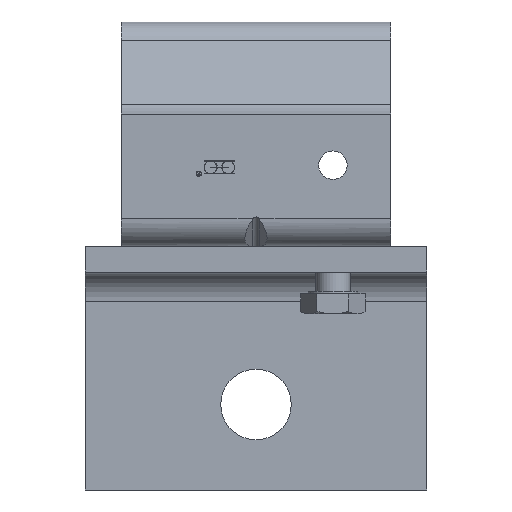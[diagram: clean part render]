
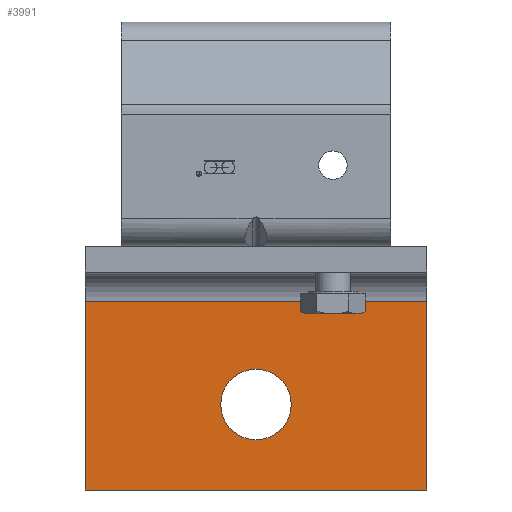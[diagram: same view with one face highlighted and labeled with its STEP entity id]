
A CAD part, left-side view. The second image highlights one B-rep face of the part: STEP entity #3991.
In plain terms, the highlighted planar face has unit normal (-1, 0, 0).
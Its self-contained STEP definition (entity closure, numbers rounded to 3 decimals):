
#271=FACE_BOUND('',#668,.T.);
#309=PLANE('',#4328);
#431=FACE_OUTER_BOUND('',#667,.T.);
#667=EDGE_LOOP('',(#2813,#2814,#2815,#2816));
#668=EDGE_LOOP('',(#2817,#2818));
#926=LINE('',#5636,#1276);
#940=LINE('',#5671,#1290);
#941=LINE('',#5674,#1291);
#945=LINE('',#5681,#1295);
#1276=VECTOR('',#4668,10.);
#1290=VECTOR('',#4700,10.);
#1291=VECTOR('',#4703,10.);
#1295=VECTOR('',#4711,10.);
#1619=CIRCLE('',#4314,8.25);
#1620=CIRCLE('',#4315,8.25);
#1733=VERTEX_POINT('',#5628);
#1734=VERTEX_POINT('',#5630);
#1735=VERTEX_POINT('',#5634);
#1736=VERTEX_POINT('',#5635);
#1748=VERTEX_POINT('',#5669);
#1749=VERTEX_POINT('',#5673);
#2140=EDGE_CURVE('',#1734,#1733,#1619,.T.);
#2141=EDGE_CURVE('',#1733,#1734,#1620,.T.);
#2142=EDGE_CURVE('',#1735,#1736,#926,.T.);
#2160=EDGE_CURVE('',#1736,#1748,#940,.T.);
#2161=EDGE_CURVE('',#1735,#1749,#941,.T.);
#2165=EDGE_CURVE('',#1749,#1748,#945,.T.);
#2813=ORIENTED_EDGE('',*,*,#2142,.T.);
#2814=ORIENTED_EDGE('',*,*,#2160,.T.);
#2815=ORIENTED_EDGE('',*,*,#2165,.F.);
#2816=ORIENTED_EDGE('',*,*,#2161,.F.);
#2817=ORIENTED_EDGE('',*,*,#2140,.T.);
#2818=ORIENTED_EDGE('',*,*,#2141,.T.);
#3991=ADVANCED_FACE('',(#431,#271),#309,.T.);
#4314=AXIS2_PLACEMENT_3D('',#5631,#4662,#4663);
#4315=AXIS2_PLACEMENT_3D('',#5632,#4664,#4665);
#4328=AXIS2_PLACEMENT_3D('',#5680,#4709,#4710);
#4662=DIRECTION('center_axis',(1.,0.,0.));
#4663=DIRECTION('ref_axis',(0.,1.,0.));
#4664=DIRECTION('center_axis',(1.,0.,0.));
#4665=DIRECTION('ref_axis',(0.,1.,0.));
#4668=DIRECTION('',(0.,1.,0.));
#4700=DIRECTION('',(0.,0.,-1.));
#4703=DIRECTION('',(0.,0.,-1.));
#4709=DIRECTION('center_axis',(-1.,0.,0.));
#4710=DIRECTION('ref_axis',(0.,0.,1.));
#4711=DIRECTION('',(0.,1.,0.));
#5628=CARTESIAN_POINT('',(-6.,-8.25,20.));
#5630=CARTESIAN_POINT('',(-6.,8.25,20.));
#5631=CARTESIAN_POINT('Origin',(-6.,0.,20.));
#5632=CARTESIAN_POINT('Origin',(-6.,0.,20.));
#5634=CARTESIAN_POINT('',(-6.,-40.,44.));
#5635=CARTESIAN_POINT('',(-6.,40.,44.));
#5636=CARTESIAN_POINT('',(-6.,-40.,44.));
#5669=CARTESIAN_POINT('',(-6.,40.,0.));
#5671=CARTESIAN_POINT('',(-6.,40.,51.));
#5673=CARTESIAN_POINT('',(-6.,-40.,0.));
#5674=CARTESIAN_POINT('',(-6.,-40.,51.));
#5680=CARTESIAN_POINT('Origin',(-6.,-40.,51.));
#5681=CARTESIAN_POINT('',(-6.,-40.,0.));
